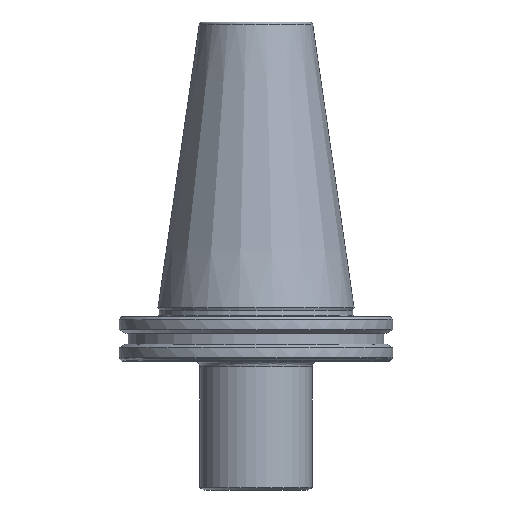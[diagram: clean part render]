
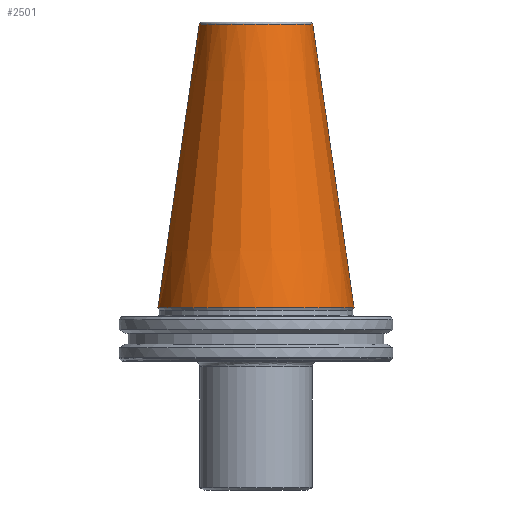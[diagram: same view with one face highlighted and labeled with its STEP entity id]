
A CAD part, front view. The second image highlights one B-rep face of the part: STEP entity #2501.
In plain terms, the highlighted conical face has half-angle 8.297 degrees and reference radius 34.925 mm.
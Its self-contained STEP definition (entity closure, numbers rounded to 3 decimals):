
#33 = EDGE_CURVE ( 'NONE', #520, #2191, #686, .T. ) ;
#259 = ORIENTED_EDGE ( 'NONE', *, *, #286, .T. ) ;
#286 = EDGE_CURVE ( 'NONE', #2788, #2191, #836, .T. ) ;
#489 = EDGE_CURVE ( 'NONE', #579, #2788, #1198, .T. ) ;
#515 = CARTESIAN_POINT ( 'NONE',  ( -20.211, 0., 100.894 ) ) ;
#520 = VERTEX_POINT ( 'NONE', #526 ) ;
#526 = CARTESIAN_POINT ( 'NONE',  ( 20.211, 0., 100.894 ) ) ;
#579 = VERTEX_POINT ( 'NONE', #515 ) ;
#584 = CARTESIAN_POINT ( 'NONE',  ( -34.925, 0., 0. ) ) ;
#678 = ORIENTED_EDGE ( 'NONE', *, *, #33, .F. ) ;
#686 = LINE ( 'NONE', #2101, #1478 ) ;
#695 = ORIENTED_EDGE ( 'NONE', *, *, #489, .T. ) ;
#751 = CARTESIAN_POINT ( 'NONE',  ( -34.925, 0., 0. ) ) ;
#782 = CARTESIAN_POINT ( 'NONE',  ( 34.925, 0., 0. ) ) ;
#836 = CIRCLE ( 'NONE', #2455, 34.925 ) ;
#848 = CIRCLE ( 'NONE', #1319, 20.211 ) ;
#854 = VECTOR ( 'NONE', #982, 1000. ) ;
#881 = CARTESIAN_POINT ( 'NONE',  ( 0., 0., 100.894 ) ) ;
#889 = CARTESIAN_POINT ( 'NONE',  ( 0., 0., 0. ) ) ;
#982 = DIRECTION ( 'NONE',  ( -0.144, 0., -0.99 ) ) ;
#1189 = DIRECTION ( 'NONE',  ( -1., 0., 0. ) ) ;
#1191 = DIRECTION ( 'NONE',  ( 0., 0., 1. ) ) ;
#1194 = CARTESIAN_POINT ( 'NONE',  ( 0., 0., 0. ) ) ;
#1198 = LINE ( 'NONE', #584, #854 ) ;
#1319 = AXIS2_PLACEMENT_3D ( 'NONE', #881, #3022, #2467 ) ;
#1350 = DIRECTION ( 'NONE',  ( 0., 0., -1. ) ) ;
#1406 = FACE_OUTER_BOUND ( 'NONE', #2953, .T. ) ;
#1478 = VECTOR ( 'NONE', #2107, 1000. ) ;
#2076 = EDGE_CURVE ( 'NONE', #520, #579, #848, .T. ) ;
#2101 = CARTESIAN_POINT ( 'NONE',  ( 34.925, 0., 0. ) ) ;
#2107 = DIRECTION ( 'NONE',  ( 0.144, 0., -0.99 ) ) ;
#2191 = VERTEX_POINT ( 'NONE', #782 ) ;
#2321 = AXIS2_PLACEMENT_3D ( 'NONE', #889, #1350, #2959 ) ;
#2455 = AXIS2_PLACEMENT_3D ( 'NONE', #1194, #1191, #1189 ) ;
#2467 = DIRECTION ( 'NONE',  ( -1., 0., 0. ) ) ;
#2501 = ADVANCED_FACE ( 'NONE', ( #1406 ), #2848, .T. ) ;
#2788 = VERTEX_POINT ( 'NONE', #751 ) ;
#2848 = CONICAL_SURFACE ( 'NONE', #2321, 34.925, 0.145 ) ;
#2924 = ORIENTED_EDGE ( 'NONE', *, *, #2076, .T. ) ;
#2953 = EDGE_LOOP ( 'NONE', ( #678, #2924, #695, #259 ) ) ;
#2959 = DIRECTION ( 'NONE',  ( -1., 0., 0. ) ) ;
#3022 = DIRECTION ( 'NONE',  ( 0., 0., -1. ) ) ;
